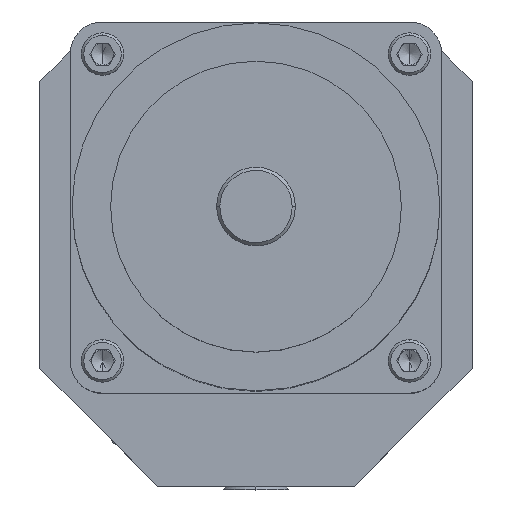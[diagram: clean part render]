
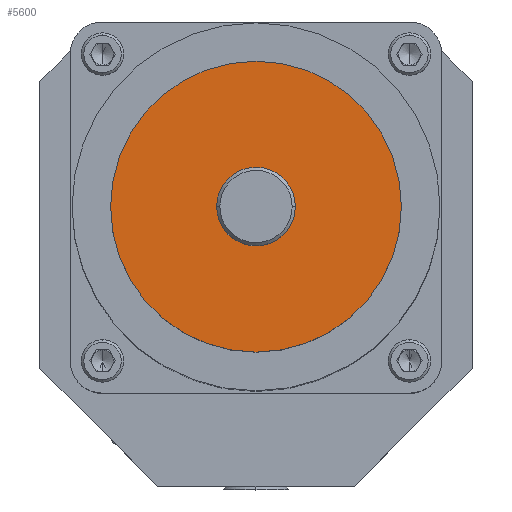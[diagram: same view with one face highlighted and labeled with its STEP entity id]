
A CAD part, top view. The second image highlights one B-rep face of the part: STEP entity #5600.
In plain terms, the highlighted planar face has unit normal (0, 0, 1).
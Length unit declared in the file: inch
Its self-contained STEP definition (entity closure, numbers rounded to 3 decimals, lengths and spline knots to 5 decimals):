
#365 = CARTESIAN_POINT ( 'NONE',  ( 0., 0.39, 10.414 ) ) ;
#369 = PLANE ( 'NONE',  #13399 ) ;
#378 = DIRECTION ( 'NONE',  ( 0., 0., 1. ) ) ;
#379 = DIRECTION ( 'NONE',  ( 0., -1., 0. ) ) ;
#1673 = AXIS2_PLACEMENT_3D ( 'NONE', #10141, #10181, #10182 ) ;
#1725 = AXIS2_PLACEMENT_3D ( 'NONE', #13802, #13809, #13810 ) ;
#5600 = ADVANCED_FACE ( 'NONE', ( #8094 ), #369, .T. ) ;
#6207 = CIRCLE ( 'NONE', #1725, 0.925 ) ;
#6431 = CIRCLE ( 'NONE', #1673, 0.925 ) ;
#7738 = VERTEX_POINT ( 'NONE', #9994 ) ;
#7791 = VERTEX_POINT ( 'NONE', #10047 ) ;
#8094 = FACE_OUTER_BOUND ( 'NONE', #15785, .T. ) ;
#9268 = EDGE_CURVE ( 'NONE', #7738, #7791, #6431, .T. ) ;
#9439 = EDGE_CURVE ( 'NONE', #7791, #7738, #6207, .T. ) ;
#9994 = CARTESIAN_POINT ( 'NONE',  ( 0., -0.535, 10.414 ) ) ;
#10047 = CARTESIAN_POINT ( 'NONE',  ( 0., 1.315, 10.414 ) ) ;
#10141 = CARTESIAN_POINT ( 'NONE',  ( 0., 0.39, 10.414 ) ) ;
#10181 = DIRECTION ( 'NONE',  ( 0., 0., 1. ) ) ;
#10182 = DIRECTION ( 'NONE',  ( 0., -1., 0. ) ) ;
#13399 = AXIS2_PLACEMENT_3D ( 'NONE', #365, #378, #379 ) ;
#13802 = CARTESIAN_POINT ( 'NONE',  ( 0., 0.39, 10.414 ) ) ;
#13809 = DIRECTION ( 'NONE',  ( 0., 0., 1. ) ) ;
#13810 = DIRECTION ( 'NONE',  ( 0., -1., 0. ) ) ;
#15785 = EDGE_LOOP ( 'NONE', ( #15854, #15871 ) ) ;
#15854 = ORIENTED_EDGE ( 'NONE', *, *, #9268, .T. ) ;
#15871 = ORIENTED_EDGE ( 'NONE', *, *, #9439, .T. ) ;
